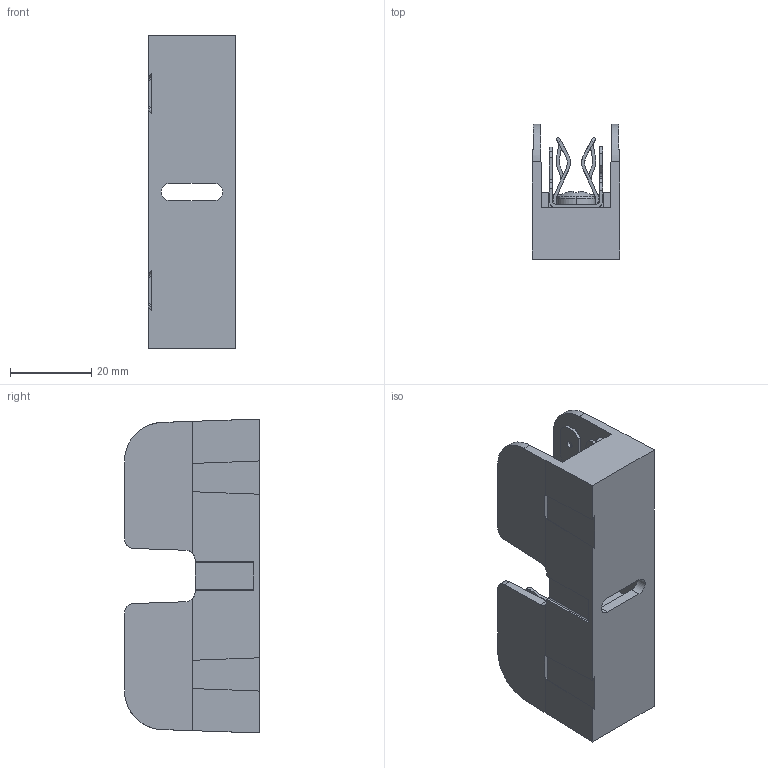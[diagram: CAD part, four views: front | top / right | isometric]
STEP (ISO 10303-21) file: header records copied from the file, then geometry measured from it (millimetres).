
FILE_DESCRIPTION (( 'STEP AP214' ), '1' );
FILE_NAME ('701883rev-.STEP', '2013-04-29T13:45:22', ( '' ), ( '' ), 'SwSTEP 2.0', 'SolidWorks 2012', '' );
FILE_SCHEMA (( 'AUTOMOTIVE_DESIGN' ));
Length unit declared in the file: inch
Products named in the file (1): 701883rev-
Bounding box: 21.59 x 33.27 x 77.47 mm (x, y, z)
Volume: 24517.2 mm3; surface area: 18244.3 mm2
Topology: 7 solids, 7 shells, 730 faces, 1948 edges, 1234 vertices
Faces by surface type: plane 346, cylinder 216, cone 120, bspline 32, torus 8, sphere 8
Entity records: 33684 total; most frequent: CARTESIAN_POINT 6281, ORIENTED_EDGE 3896, DIRECTION 3614, EDGE_CURVE 1948, VERTEX_POINT 1234, AXIS2_PLACEMENT_3D 1225, VECTOR 1164, LINE 1164
